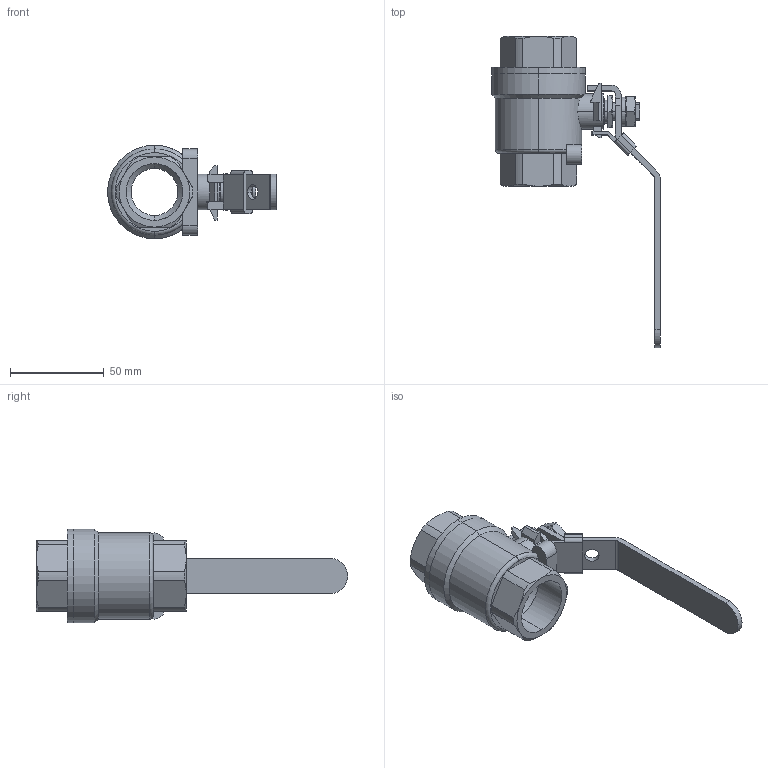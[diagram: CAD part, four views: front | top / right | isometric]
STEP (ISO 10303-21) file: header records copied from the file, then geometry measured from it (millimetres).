
FILE_DESCRIPTION (( 'STEP AP214' ), '1' );
FILE_NAME ('Fig.2001 DN-025.STEP', '2019-04-23T08:22:51', ( 'admin' ), ( 'Hewlett-Packard Company' ), 'SwSTEP 2.0', 'SolidWorks 2019', '' );
FILE_SCHEMA (( 'AUTOMOTIVE_DESIGN' ));
Length unit declared in the file: millimetre
Products named in the file (1): Fig.2001 DN-025
Bounding box: 90.1 x 166.1 x 50 mm (x, y, z)
Volume: 85619 mm3; surface area: 52883.9 mm2
Topology: 14 solids, 14 shells, 318 faces, 757 edges, 478 vertices
Faces by surface type: plane 143, cylinder 112, cone 56, torus 3, sphere 2, bspline 2
Entity records: 10489 total; most frequent: CARTESIAN_POINT 2873, DIRECTION 1597, ORIENTED_EDGE 1498, EDGE_CURVE 749, AXIS2_PLACEMENT_3D 617, VERTEX_POINT 476, EDGE_LOOP 363, VECTOR 363
